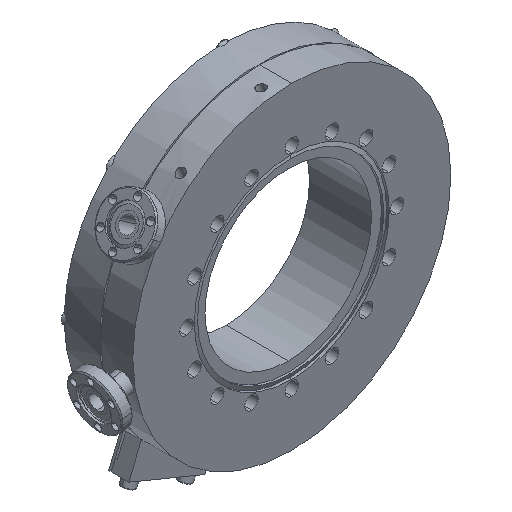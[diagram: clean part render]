
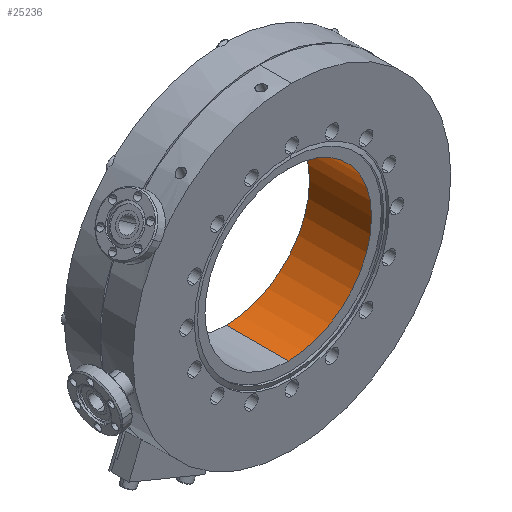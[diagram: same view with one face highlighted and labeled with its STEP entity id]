
A CAD part, isometric view. The second image highlights one B-rep face of the part: STEP entity #25236.
In plain terms, the highlighted cylindrical face has radius 51.562 mm (diameter 103.124 mm), a partial arc.
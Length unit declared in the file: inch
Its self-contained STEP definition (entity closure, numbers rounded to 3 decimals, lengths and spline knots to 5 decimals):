
#1228 = CARTESIAN_POINT ( 'NONE',  ( 0., 0.818, -2.03 ) ) ;
#1270 = CARTESIAN_POINT ( 'NONE',  ( 0., -0.694, -2.03 ) ) ;
#1383 = CARTESIAN_POINT ( 'NONE',  ( 0., 0.818, 2.03 ) ) ;
#1385 = CARTESIAN_POINT ( 'NONE',  ( 0., -0.694, 2.03 ) ) ;
#20822 = ORIENTED_EDGE ( 'NONE', *, *, #21928, .F. ) ;
#20823 = ORIENTED_EDGE ( 'NONE', *, *, #22138, .F. ) ;
#20824 = ORIENTED_EDGE ( 'NONE', *, *, #21930, .T. ) ;
#20825 = ORIENTED_EDGE ( 'NONE', *, *, #22135, .F. ) ;
#21928 = EDGE_CURVE ( 'NONE', #23098, #23056, #71283, .T. ) ;
#21930 = EDGE_CURVE ( 'NONE', #23213, #23211, #71286, .T. ) ;
#22135 = EDGE_CURVE ( 'NONE', #23056, #23211, #71550, .T. ) ;
#22138 = EDGE_CURVE ( 'NONE', #23213, #23098, #71553, .T. ) ;
#23056 = VERTEX_POINT ( 'NONE', #1228 ) ;
#23098 = VERTEX_POINT ( 'NONE', #1270 ) ;
#23211 = VERTEX_POINT ( 'NONE', #1383 ) ;
#23213 = VERTEX_POINT ( 'NONE', #1385 ) ;
#24512 = EDGE_LOOP ( 'NONE', ( #20822, #20823, #20824, #20825 ) ) ;
#25236 = ADVANCED_FACE ( 'NONE', ( #39252 ), #39254, .F. ) ;
#34916 = DIRECTION ( 'NONE',  ( 0., 0., 1. ) ) ;
#34932 = DIRECTION ( 'NONE',  ( 0., 1., 0. ) ) ;
#34945 = CARTESIAN_POINT ( 'NONE',  ( 0., -0.78, 0. ) ) ;
#37177 = AXIS2_PLACEMENT_3D ( 'NONE', #34945, #34932, #34916 ) ;
#39252 = FACE_OUTER_BOUND ( 'NONE', #24512, .T. ) ;
#39254 = CYLINDRICAL_SURFACE ( 'NONE', #37177, 2.03 ) ;
#54608 = AXIS2_PLACEMENT_3D ( 'NONE', #72970, #72977, #72978 ) ;
#54611 = AXIS2_PLACEMENT_3D ( 'NONE', #72979, #72986, #72987 ) ;
#71124 = CARTESIAN_POINT ( 'NONE',  ( 0., -0.78, -2.03 ) ) ;
#71131 = CARTESIAN_POINT ( 'NONE',  ( 0., -0.78, 2.03 ) ) ;
#71132 = DIRECTION ( 'NONE',  ( 0., 1., 0. ) ) ;
#71137 = DIRECTION ( 'NONE',  ( 0., 1., 0. ) ) ;
#71269 = VECTOR ( 'NONE', #71137, 39.37008 ) ;
#71279 = VECTOR ( 'NONE', #71132, 39.37008 ) ;
#71283 = LINE ( 'NONE', #71124, #71279 ) ;
#71286 = LINE ( 'NONE', #71131, #71269 ) ;
#71550 = CIRCLE ( 'NONE', #54608, 2.03 ) ;
#71553 = CIRCLE ( 'NONE', #54611, 2.03 ) ;
#72970 = CARTESIAN_POINT ( 'NONE',  ( 0., 0.818, 0. ) ) ;
#72977 = DIRECTION ( 'NONE',  ( 0., -1., 0. ) ) ;
#72978 = DIRECTION ( 'NONE',  ( 0., 0., 1. ) ) ;
#72979 = CARTESIAN_POINT ( 'NONE',  ( 0., -0.694, 0. ) ) ;
#72986 = DIRECTION ( 'NONE',  ( 0., 1., 0. ) ) ;
#72987 = DIRECTION ( 'NONE',  ( 0., 0., -1. ) ) ;
